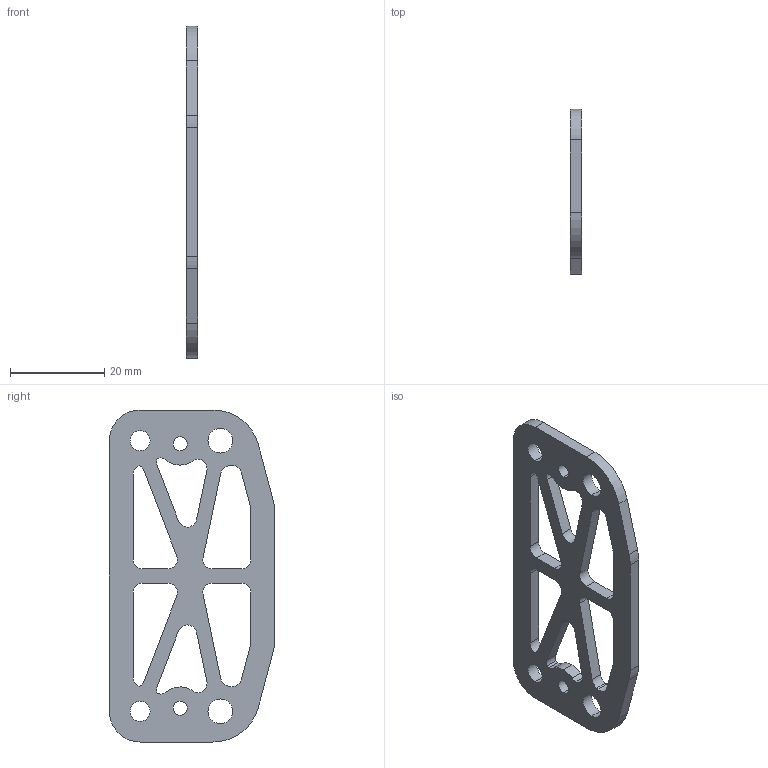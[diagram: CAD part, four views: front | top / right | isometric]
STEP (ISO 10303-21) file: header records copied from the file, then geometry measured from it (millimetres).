
FILE_DESCRIPTION (( 'STEP AP203' ), '1' );
FILE_NAME ('CB-002-012-Bearing Block Side Plate.STEP', '2023-07-24T18:34:05', ( '' ), ( '' ), 'SwSTEP 2.0', 'SolidWorks 2023', '' );
FILE_SCHEMA (( 'CONFIG_CONTROL_DESIGN' ));
Length unit declared in the file: millimetre
Products named in the file (1): CB-002-012-Bearing Block Side Plate
Bounding box: 2.54 x 35 x 70.35 mm (x, y, z)
Volume: 3641.6 mm3; surface area: 4325.5 mm2
Topology: 1 solids, 1 shells, 81 faces, 237 edges, 158 vertices
Faces by surface type: cylinder 55, plane 26
Entity records: 2866 total; most frequent: DIRECTION 511, CARTESIAN_POINT 477, ORIENTED_EDGE 474, EDGE_CURVE 237, AXIS2_PLACEMENT_3D 192, VERTEX_POINT 158, VECTOR 127, LINE 127
